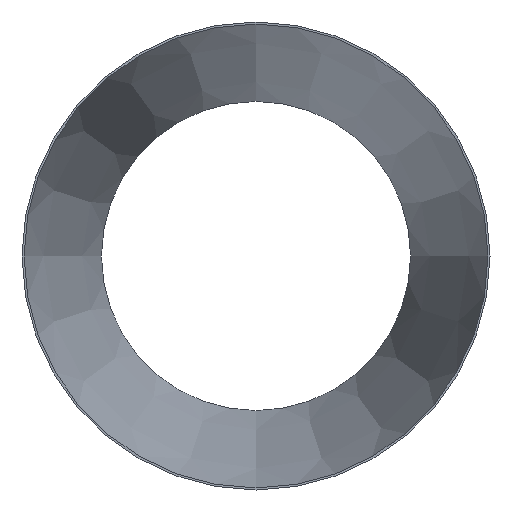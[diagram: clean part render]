
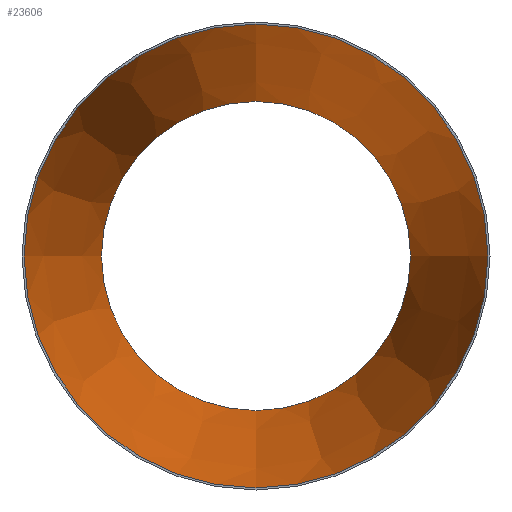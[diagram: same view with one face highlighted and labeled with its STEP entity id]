
A CAD part, front view. The second image highlights one B-rep face of the part: STEP entity #23606.
In plain terms, the highlighted conical face has half-angle 11.136 degrees and reference radius 224.962 mm.
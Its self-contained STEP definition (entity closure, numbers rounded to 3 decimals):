
#578 = DIRECTION ( 'NONE',  ( 0., -1., 0. ) ) ;
#2368 = ORIENTED_EDGE ( 'NONE', *, *, #16446, .T. ) ;
#2439 = AXIS2_PLACEMENT_3D ( 'NONE', #27482, #578, #22158 ) ;
#4158 = CIRCLE ( 'NONE', #2439, 149.962 ) ;
#4748 = DIRECTION ( 'NONE',  ( 0., -1., 0. ) ) ;
#6770 = ORIENTED_EDGE ( 'NONE', *, *, #23089, .F. ) ;
#8392 = AXIS2_PLACEMENT_3D ( 'NONE', #33464, #20159, #8855 ) ;
#8855 = DIRECTION ( 'NONE',  ( 0., 0., -1. ) ) ;
#9365 = DIRECTION ( 'NONE',  ( 0., 0., -1. ) ) ;
#9844 = CONICAL_SURFACE ( 'NONE', #23319, 224.962, 0.194 ) ;
#12386 = EDGE_LOOP ( 'NONE', ( #6770 ) ) ;
#16446 = EDGE_CURVE ( 'NONE', #24778, #24778, #34414, .T. ) ;
#20159 = DIRECTION ( 'NONE',  ( 0., -1., 0. ) ) ;
#20320 = CARTESIAN_POINT ( 'NONE',  ( 0., 0., 0. ) ) ;
#22158 = DIRECTION ( 'NONE',  ( 0., 0., -1. ) ) ;
#23089 = EDGE_CURVE ( 'NONE', #27429, #27429, #4158, .T. ) ;
#23319 = AXIS2_PLACEMENT_3D ( 'NONE', #20320, #4748, #9365 ) ;
#23606 = ADVANCED_FACE ( 'NONE', ( #28995, #31493 ), #9844, .F. ) ;
#24778 = VERTEX_POINT ( 'NONE', #33442 ) ;
#27429 = VERTEX_POINT ( 'NONE', #30774 ) ;
#27482 = CARTESIAN_POINT ( 'NONE',  ( 0., 381., 0. ) ) ;
#27978 = EDGE_LOOP ( 'NONE', ( #2368 ) ) ;
#28995 = FACE_BOUND ( 'NONE', #12386, .T. ) ;
#30774 = CARTESIAN_POINT ( 'NONE',  ( 0., 381., -149.962 ) ) ;
#31493 = FACE_OUTER_BOUND ( 'NONE', #27978, .T. ) ;
#33442 = CARTESIAN_POINT ( 'NONE',  ( 0., 0., -224.962 ) ) ;
#33464 = CARTESIAN_POINT ( 'NONE',  ( 0., 0., 0. ) ) ;
#34414 = CIRCLE ( 'NONE', #8392, 224.962 ) ;
